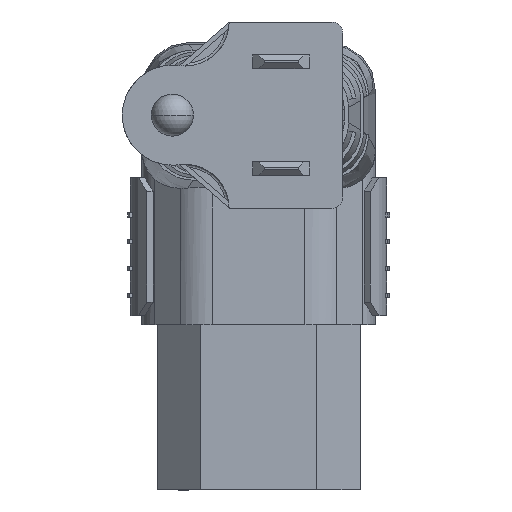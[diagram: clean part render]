
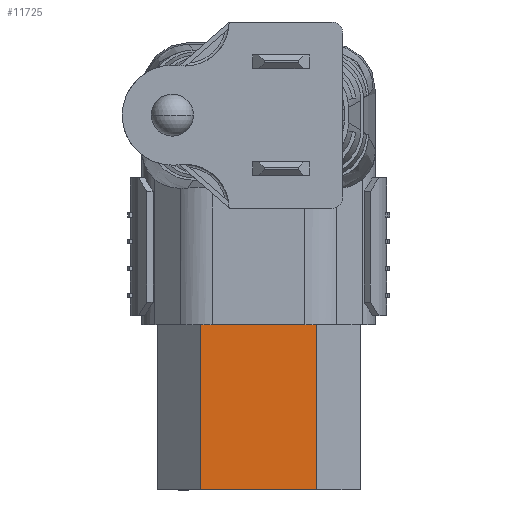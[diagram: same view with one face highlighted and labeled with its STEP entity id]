
A CAD part, left-side view. The second image highlights one B-rep face of the part: STEP entity #11725.
In plain terms, the highlighted face is planar.
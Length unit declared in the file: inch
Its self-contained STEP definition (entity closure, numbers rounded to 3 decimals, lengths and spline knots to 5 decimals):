
#321 = ORIENTED_EDGE ( 'NONE', *, *, #4852, .F. ) ;
#1131 = CARTESIAN_POINT ( 'NONE',  ( 0.30512, 0., 0.25591 ) ) ;
#1465 = CARTESIAN_POINT ( 'NONE',  ( 0.30512, -0.72835, 0.25591 ) ) ;
#1633 = ORIENTED_EDGE ( 'NONE', *, *, #8310, .T. ) ;
#1916 = VERTEX_POINT ( 'NONE', #9944 ) ;
#2029 = LINE ( 'NONE', #2845, #6870 ) ;
#2416 = EDGE_CURVE ( 'NONE', #1916, #4191, #7156, .T. ) ;
#2580 = DIRECTION ( 'NONE',  ( 0., 1., 0. ) ) ;
#2845 = CARTESIAN_POINT ( 'NONE',  ( 0.30512, -0.72835, 0.25591 ) ) ;
#3071 = EDGE_CURVE ( 'NONE', #4151, #4191, #5942, .T. ) ;
#4023 = AXIS2_PLACEMENT_3D ( 'NONE', #10335, #7490, #12407 ) ;
#4080 = VECTOR ( 'NONE', #9312, 39.37008 ) ;
#4130 = ORIENTED_EDGE ( 'NONE', *, *, #2416, .T. ) ;
#4151 = VERTEX_POINT ( 'NONE', #1131 ) ;
#4191 = VERTEX_POINT ( 'NONE', #6883 ) ;
#4248 = ORIENTED_EDGE ( 'NONE', *, *, #3071, .F. ) ;
#4850 = PLANE ( 'NONE',  #4023 ) ;
#4852 = EDGE_CURVE ( 'NONE', #8024, #4151, #2029, .T. ) ;
#5475 = CARTESIAN_POINT ( 'NONE',  ( 0.30512, -0.72835, -0.25591 ) ) ;
#5536 = LINE ( 'NONE', #5475, #4080 ) ;
#5590 = EDGE_LOOP ( 'NONE', ( #4248, #321, #1633, #4130 ) ) ;
#5942 = LINE ( 'NONE', #8884, #7482 ) ;
#6664 = DIRECTION ( 'NONE',  ( 0., 1., 0. ) ) ;
#6734 = FACE_OUTER_BOUND ( 'NONE', #5590, .T. ) ;
#6870 = VECTOR ( 'NONE', #6664, 39.37008 ) ;
#6883 = CARTESIAN_POINT ( 'NONE',  ( 0.30512, 0., -0.25591 ) ) ;
#7156 = LINE ( 'NONE', #11131, #11508 ) ;
#7482 = VECTOR ( 'NONE', #8758, 39.37008 ) ;
#7490 = DIRECTION ( 'NONE',  ( 1., 0., 0. ) ) ;
#8024 = VERTEX_POINT ( 'NONE', #1465 ) ;
#8310 = EDGE_CURVE ( 'NONE', #8024, #1916, #5536, .T. ) ;
#8758 = DIRECTION ( 'NONE',  ( 0., 0., -1. ) ) ;
#8884 = CARTESIAN_POINT ( 'NONE',  ( 0.30512, 0., -0.25591 ) ) ;
#9312 = DIRECTION ( 'NONE',  ( 0., 0., -1. ) ) ;
#9944 = CARTESIAN_POINT ( 'NONE',  ( 0.30512, -0.72835, -0.25591 ) ) ;
#10335 = CARTESIAN_POINT ( 'NONE',  ( 0.30512, -0.72835, -0.25591 ) ) ;
#11131 = CARTESIAN_POINT ( 'NONE',  ( 0.30512, -0.72835, -0.25591 ) ) ;
#11508 = VECTOR ( 'NONE', #2580, 39.37008 ) ;
#11725 = ADVANCED_FACE ( 'NONE', ( #6734 ), #4850, .T. ) ;
#12407 = DIRECTION ( 'NONE',  ( 0., 0., -1. ) ) ;
